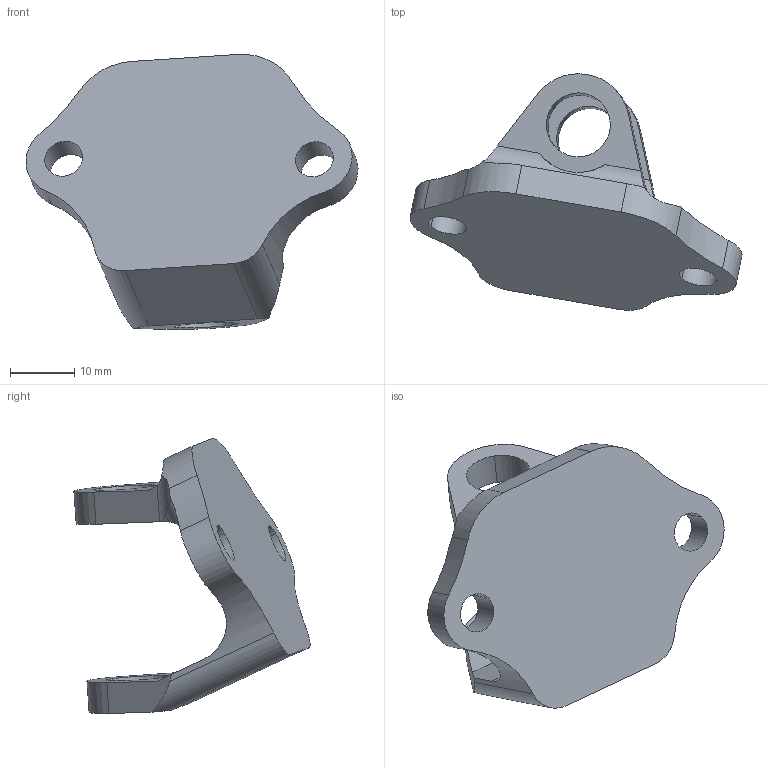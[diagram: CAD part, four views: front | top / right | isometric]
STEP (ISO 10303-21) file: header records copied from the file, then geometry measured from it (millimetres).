
FILE_DESCRIPTION(('CATIA V5 STEP Exchange'),'2;1');
FILE_NAME('Lasche.stp','2013-12-12T20:17:41+00:00',('none'),('none'),'CATIA Version 5 Release 20 GA (IN-10)','CATIA V5 STEP AP203','none');
FILE_SCHEMA(('CONFIG_CONTROL_DESIGN'));
Length unit declared in the file: millimetre
Products named in the file (1): 4_1_AnSc_Lasche_HUV
Bounding box: 51.87 x 36.91 x 42.98 mm (x, y, z)
Volume: 10983.5 mm3; surface area: 5572.1 mm2
Topology: 1 solids, 1 shells, 52 faces, 158 edges, 107 vertices
Faces by surface type: cylinder 34, plane 18
Entity records: 2159 total; most frequent: CARTESIAN_POINT 797, ORIENTED_EDGE 316, DIRECTION 209, EDGE_CURVE 158, VERTEX_POINT 107, AXIS2_PLACEMENT_3D 92, VECTOR 64, LINE 64
